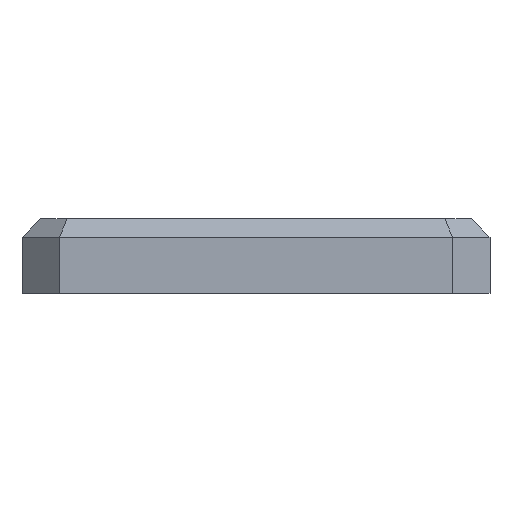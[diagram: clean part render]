
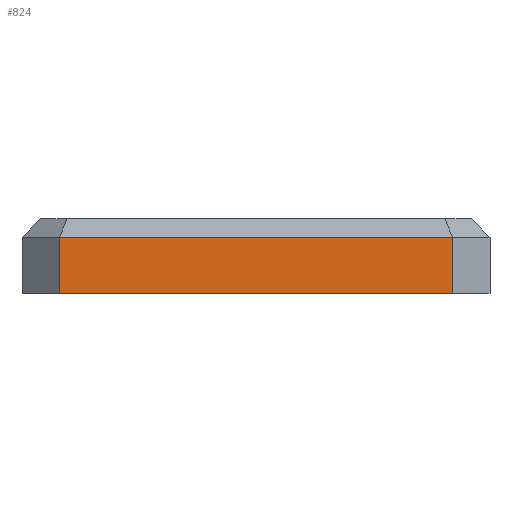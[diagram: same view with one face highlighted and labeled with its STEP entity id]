
A CAD part, left-side view. The second image highlights one B-rep face of the part: STEP entity #824.
In plain terms, the highlighted planar face has unit normal (-1, 0, 0).
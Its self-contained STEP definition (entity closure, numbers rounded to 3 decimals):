
#35 = DIRECTION ( 'NONE',  ( 0., 0., -1. ) ) ;
#37 = LINE ( 'NONE', #282, #779 ) ;
#61 = EDGE_CURVE ( 'NONE', #422, #466, #37, .T. ) ;
#104 = CARTESIAN_POINT ( 'NONE',  ( -20., 10.5, 4. ) ) ;
#123 = VERTEX_POINT ( 'NONE', #979 ) ;
#148 = DIRECTION ( 'NONE',  ( 0., 0., -1. ) ) ;
#172 = EDGE_CURVE ( 'NONE', #466, #392, #340, .T. ) ;
#183 = CARTESIAN_POINT ( 'NONE',  ( -20., 10.5, 3. ) ) ;
#195 = DIRECTION ( 'NONE',  ( 0., 1., 0. ) ) ;
#243 = CARTESIAN_POINT ( 'NONE',  ( -20., -12.5, 4. ) ) ;
#282 = CARTESIAN_POINT ( 'NONE',  ( -20., -10.5, 4. ) ) ;
#304 = ORIENTED_EDGE ( 'NONE', *, *, #1037, .T. ) ;
#310 = VECTOR ( 'NONE', #35, 1000. ) ;
#323 = DIRECTION ( 'NONE',  ( 1., 0., 0. ) ) ;
#340 = LINE ( 'NONE', #677, #562 ) ;
#392 = VERTEX_POINT ( 'NONE', #183 ) ;
#422 = VERTEX_POINT ( 'NONE', #730 ) ;
#441 = CARTESIAN_POINT ( 'NONE',  ( -20., -12.5, 0. ) ) ;
#466 = VERTEX_POINT ( 'NONE', #904 ) ;
#473 = FACE_OUTER_BOUND ( 'NONE', #646, .T. ) ;
#495 = ORIENTED_EDGE ( 'NONE', *, *, #739, .T. ) ;
#531 = ORIENTED_EDGE ( 'NONE', *, *, #172, .T. ) ;
#562 = VECTOR ( 'NONE', #195, 1000. ) ;
#567 = AXIS2_PLACEMENT_3D ( 'NONE', #243, #323, #148 ) ;
#583 = VECTOR ( 'NONE', #605, 1000. ) ;
#605 = DIRECTION ( 'NONE',  ( 0., -1., 0. ) ) ;
#646 = EDGE_LOOP ( 'NONE', ( #714, #531, #304, #495 ) ) ;
#677 = CARTESIAN_POINT ( 'NONE',  ( -20., -12.5, 3. ) ) ;
#704 = LINE ( 'NONE', #441, #583 ) ;
#714 = ORIENTED_EDGE ( 'NONE', *, *, #61, .T. ) ;
#730 = CARTESIAN_POINT ( 'NONE',  ( -20., -10.5, 0. ) ) ;
#735 = PLANE ( 'NONE',  #567 ) ;
#739 = EDGE_CURVE ( 'NONE', #123, #422, #704, .T. ) ;
#758 = LINE ( 'NONE', #104, #310 ) ;
#779 = VECTOR ( 'NONE', #847, 1000. ) ;
#824 = ADVANCED_FACE ( 'NONE', ( #473 ), #735, .F. ) ;
#847 = DIRECTION ( 'NONE',  ( 0., 0., 1. ) ) ;
#904 = CARTESIAN_POINT ( 'NONE',  ( -20., -10.5, 3. ) ) ;
#979 = CARTESIAN_POINT ( 'NONE',  ( -20., 10.5, 0. ) ) ;
#1037 = EDGE_CURVE ( 'NONE', #392, #123, #758, .T. ) ;
